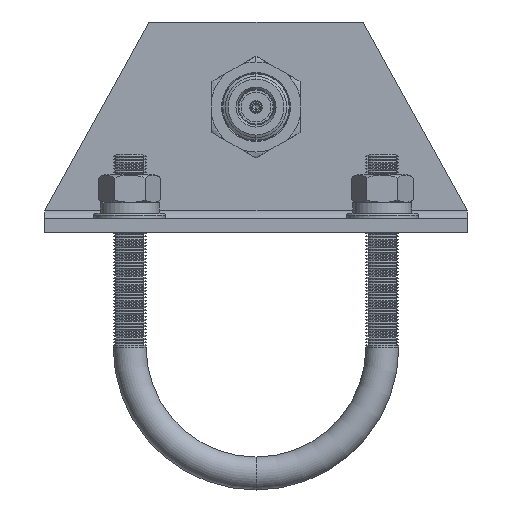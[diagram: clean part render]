
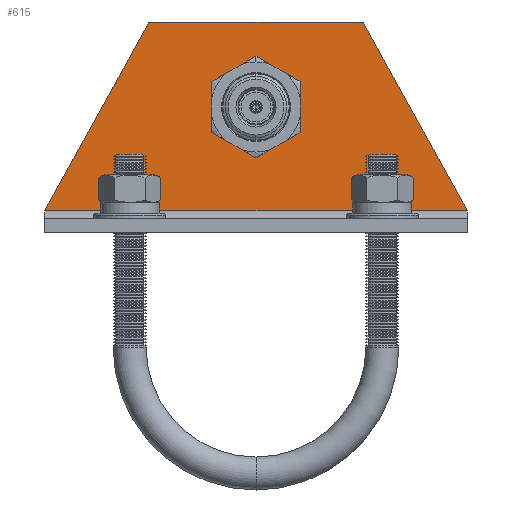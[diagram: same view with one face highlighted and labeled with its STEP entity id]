
A CAD part, front view. The second image highlights one B-rep face of the part: STEP entity #615.
In plain terms, the highlighted face is planar.
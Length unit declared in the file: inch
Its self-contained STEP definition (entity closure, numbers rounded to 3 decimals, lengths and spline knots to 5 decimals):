
#72 = CARTESIAN_POINT ( 'NONE',  ( -0.127, 0., -1.1705 ) ) ;
#615 = ADVANCED_FACE ( 'NONE', ( #10992, #16107 ), #26350, .F. ) ;
#1301 = CARTESIAN_POINT ( 'NONE',  ( -0.127, -1.975, -0.2 ) ) ;
#1971 = EDGE_CURVE ( 'NONE', #10938, #10657, #31089, .T. ) ;
#2400 = EDGE_LOOP ( 'NONE', ( #17495, #24307 ) ) ;
#2647 = EDGE_CURVE ( 'NONE', #3937, #19633, #17697, .T. ) ;
#2828 = AXIS2_PLACEMENT_3D ( 'NONE', #3471, #8294, #23536 ) ;
#2908 = CARTESIAN_POINT ( 'NONE',  ( -0.127, 1., -1.965 ) ) ;
#3036 = EDGE_CURVE ( 'NONE', #19633, #3937, #21877, .T. ) ;
#3372 = DIRECTION ( 'NONE',  ( 0., -1., 0. ) ) ;
#3471 = CARTESIAN_POINT ( 'NONE',  ( -0.127, 0., -1.1705 ) ) ;
#3937 = VERTEX_POINT ( 'NONE', #6636 ) ;
#5049 = CARTESIAN_POINT ( 'NONE',  ( -0.127, 1.975, -0.2 ) ) ;
#5456 = CARTESIAN_POINT ( 'NONE',  ( -0.127, 1.975, -0.2 ) ) ;
#6624 = AXIS2_PLACEMENT_3D ( 'NONE', #24200, #21850, #21523 ) ;
#6636 = CARTESIAN_POINT ( 'NONE',  ( -0.127, 0., -0.848 ) ) ;
#6685 = VERTEX_POINT ( 'NONE', #30428 ) ;
#7007 = ORIENTED_EDGE ( 'NONE', *, *, #22243, .F. ) ;
#7793 = VECTOR ( 'NONE', #3372, 39.37008 ) ;
#8034 = DIRECTION ( 'NONE',  ( 0., -1., 0. ) ) ;
#8189 = CARTESIAN_POINT ( 'NONE',  ( -0.127, 1.975, -1.965 ) ) ;
#8294 = DIRECTION ( 'NONE',  ( -1., 0., 0. ) ) ;
#8696 = CARTESIAN_POINT ( 'NONE',  ( -0.127, -1., -1.965 ) ) ;
#10033 = VECTOR ( 'NONE', #18192, 39.37008 ) ;
#10657 = VERTEX_POINT ( 'NONE', #8696 ) ;
#10778 = DIRECTION ( 'NONE',  ( -1., 0., 0. ) ) ;
#10938 = VERTEX_POINT ( 'NONE', #1301 ) ;
#10992 = FACE_BOUND ( 'NONE', #2400, .T. ) ;
#11624 = CARTESIAN_POINT ( 'NONE',  ( -0.127, 0., -1.493 ) ) ;
#11799 = ORIENTED_EDGE ( 'NONE', *, *, #20158, .T. ) ;
#13224 = LINE ( 'NONE', #2908, #17224 ) ;
#14417 = EDGE_LOOP ( 'NONE', ( #11799, #32556, #7007, #16587 ) ) ;
#15011 = EDGE_CURVE ( 'NONE', #6685, #28976, #13224, .T. ) ;
#16107 = FACE_OUTER_BOUND ( 'NONE', #14417, .T. ) ;
#16587 = ORIENTED_EDGE ( 'NONE', *, *, #15011, .F. ) ;
#17224 = VECTOR ( 'NONE', #18189, 39.37008 ) ;
#17495 = ORIENTED_EDGE ( 'NONE', *, *, #3036, .F. ) ;
#17697 = CIRCLE ( 'NONE', #25053, 0.3225 ) ;
#18189 = DIRECTION ( 'NONE',  ( 0., 0.484, 0.875 ) ) ;
#18192 = DIRECTION ( 'NONE',  ( 0., 0.484, -0.875 ) ) ;
#19633 = VERTEX_POINT ( 'NONE', #11624 ) ;
#20158 = EDGE_CURVE ( 'NONE', #6685, #10657, #30881, .T. ) ;
#20327 = DIRECTION ( 'NONE',  ( 0., 0., -1. ) ) ;
#21523 = DIRECTION ( 'NONE',  ( 0., 0., -1. ) ) ;
#21850 = DIRECTION ( 'NONE',  ( 1., 0., 0. ) ) ;
#21877 = CIRCLE ( 'NONE', #2828, 0.3225 ) ;
#22243 = EDGE_CURVE ( 'NONE', #28976, #10938, #22606, .T. ) ;
#22606 = LINE ( 'NONE', #5049, #29940 ) ;
#23536 = DIRECTION ( 'NONE',  ( 0., 0., -1. ) ) ;
#24200 = CARTESIAN_POINT ( 'NONE',  ( -0.127, 1.975, -1.965 ) ) ;
#24307 = ORIENTED_EDGE ( 'NONE', *, *, #2647, .F. ) ;
#25053 = AXIS2_PLACEMENT_3D ( 'NONE', #72, #10778, #20327 ) ;
#26094 = CARTESIAN_POINT ( 'NONE',  ( -0.127, -1., -1.965 ) ) ;
#26350 = PLANE ( 'NONE',  #6624 ) ;
#28976 = VERTEX_POINT ( 'NONE', #5456 ) ;
#29940 = VECTOR ( 'NONE', #8034, 39.37008 ) ;
#30428 = CARTESIAN_POINT ( 'NONE',  ( -0.127, 1., -1.965 ) ) ;
#30881 = LINE ( 'NONE', #8189, #7793 ) ;
#31089 = LINE ( 'NONE', #26094, #10033 ) ;
#32556 = ORIENTED_EDGE ( 'NONE', *, *, #1971, .F. ) ;
